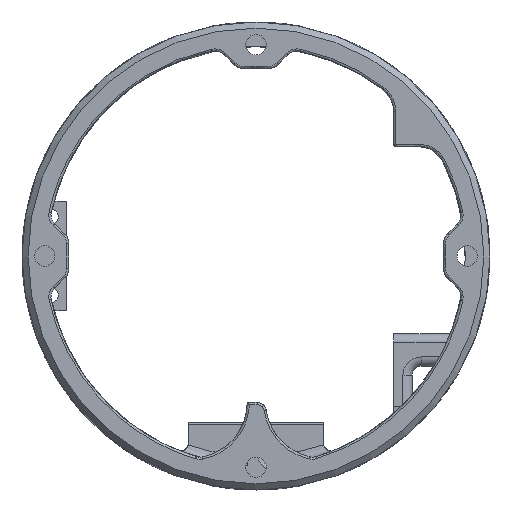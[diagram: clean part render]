
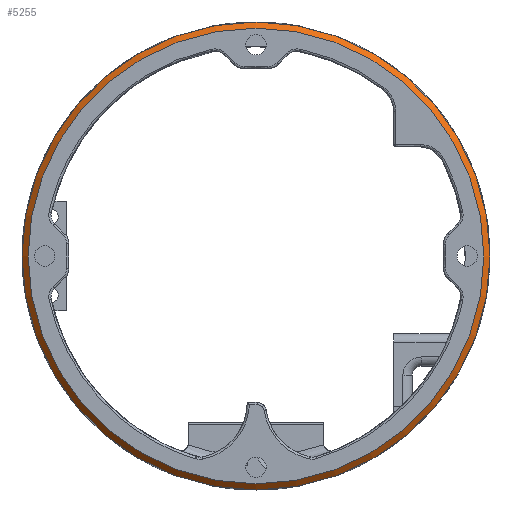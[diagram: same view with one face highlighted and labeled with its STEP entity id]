
A CAD part, left-side view. The second image highlights one B-rep face of the part: STEP entity #5255.
In plain terms, the highlighted conical face has half-angle 45 degrees and reference radius 37.5 mm.
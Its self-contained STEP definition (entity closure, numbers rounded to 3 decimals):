
#20=CONICAL_SURFACE('',#5489,37.5,0.785);
#1130=FACE_OUTER_BOUND('',#1474,.T.);
#1474=EDGE_LOOP('',(#4561,#4562,#4563,#4564));
#1653=LINE('',#19121,#1790);
#1790=VECTOR('',#5977,37.5);
#1879=CIRCLE('',#5408,37.);
#1888=CIRCLE('',#5431,38.);
#2148=VERTEX_POINT('',#8764);
#2248=VERTEX_POINT('',#11705);
#2717=EDGE_CURVE('',#2148,#2148,#1879,.T.);
#2864=EDGE_CURVE('',#2248,#2248,#1888,.T.);
#3163=EDGE_CURVE('',#2248,#2148,#1653,.T.);
#4561=ORIENTED_EDGE('',*,*,#2864,.T.);
#4562=ORIENTED_EDGE('',*,*,#3163,.T.);
#4563=ORIENTED_EDGE('',*,*,#2717,.T.);
#4564=ORIENTED_EDGE('',*,*,#3163,.F.);
#5255=ADVANCED_FACE('',(#1130),#20,.T.);
#5408=AXIS2_PLACEMENT_3D('',#8765,#5778,#5779);
#5431=AXIS2_PLACEMENT_3D('',#11707,#5841,#5842);
#5489=AXIS2_PLACEMENT_3D('',#19120,#5975,#5976);
#5778=DIRECTION('center_axis',(1.,0.,0.));
#5779=DIRECTION('ref_axis',(0.,0.,
-1.));
#5841=DIRECTION('center_axis',(-1.,0.,0.));
#5842=DIRECTION('ref_axis',(0.,0.,-1.));
#5975=DIRECTION('center_axis',(1.,0.,0.));
#5976=DIRECTION('ref_axis',(0.,0.,-1.));
#5977=DIRECTION('',(-0.707,0.,-0.707));
#8764=CARTESIAN_POINT('',(-129.,0.,37.));
#8765=CARTESIAN_POINT('Origin',(-129.,0.,0.));
#11705=CARTESIAN_POINT('',(-128.,0.,38.));
#11707=CARTESIAN_POINT('Origin',(-128.,0.,0.));
#19120=CARTESIAN_POINT('Origin',(-128.5,0.,0.));
#19121=CARTESIAN_POINT('',(-128.5,0.,37.5));
